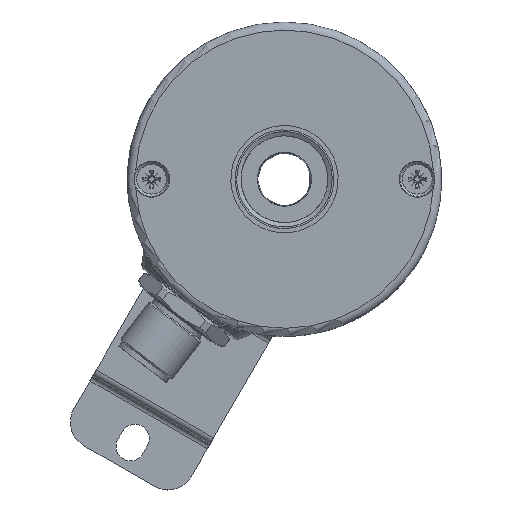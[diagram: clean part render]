
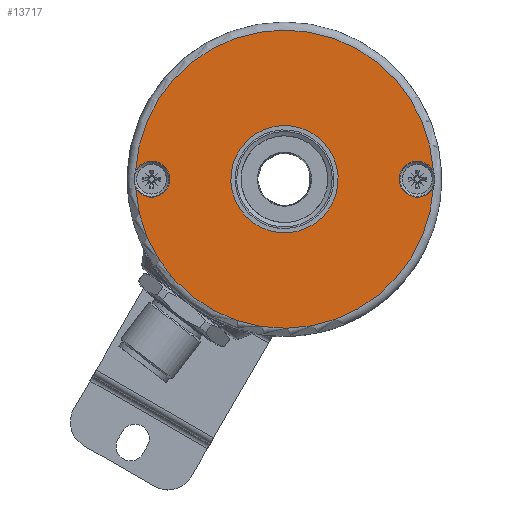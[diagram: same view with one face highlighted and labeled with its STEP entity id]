
A CAD part, top view. The second image highlights one B-rep face of the part: STEP entity #13717.
In plain terms, the highlighted planar face has unit normal (0, 0, 1).
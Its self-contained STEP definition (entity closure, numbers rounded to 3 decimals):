
#12807=CARTESIAN_POINT('',(4.423,8.857,38.));
#12808=VERTEX_POINT('',#12807);
#12809=CARTESIAN_POINT('',(0.,0.,38.));
#12810=DIRECTION('',(0.,0.,1.));
#12811=DIRECTION('',(0.447,0.895,0.));
#12812=AXIS2_PLACEMENT_3D('',#12809,#12810,#12811);
#12813=CIRCLE('',#12812,9.9);
#12814=EDGE_CURVE('',#12808,#12808,#12813,.T.);
#13506=CARTESIAN_POINT('',(-27.457,1.538,38.));
#13507=VERTEX_POINT('',#13506);
#13508=CARTESIAN_POINT('',(-27.457,-1.538,38.));
#13509=VERTEX_POINT('',#13508);
#13531=CARTESIAN_POINT('',(-24.5,0.,38.));
#13532=DIRECTION('',(0.0,0.0,1.0));
#13533=DIRECTION('',(1.0,0.0,0.0));
#13534=AXIS2_PLACEMENT_3D('',#13531,#13532,#13533);
#13535=CIRCLE('',#13534,3.333);
#13536=EDGE_CURVE('',#13509,#13507,#13535,.T.);
#13547=CARTESIAN_POINT('',(27.457,1.538,38.));
#13548=VERTEX_POINT('',#13547);
#13549=CARTESIAN_POINT('',(0.,0.,38.));
#13550=DIRECTION('',(0.,0.,-1.0));
#13551=DIRECTION('',(0.609,0.793,0.));
#13552=AXIS2_PLACEMENT_3D('',#13549,#13550,#13551);
#13553=CIRCLE('',#13552,27.5);
#13554=EDGE_CURVE('',#13507,#13548,#13553,.T.);
#13556=CARTESIAN_POINT('',(27.457,-1.538,38.));
#13557=VERTEX_POINT('',#13556);
#13579=CARTESIAN_POINT('',(-16.741,-21.817,38.));
#13580=VERTEX_POINT('',#13579);
#13581=CARTESIAN_POINT('',(0.,0.,38.));
#13582=DIRECTION('',(0.,0.,-1.0));
#13583=DIRECTION('',(0.609,0.793,0.));
#13584=AXIS2_PLACEMENT_3D('',#13581,#13582,#13583);
#13585=CIRCLE('',#13584,27.5);
#13586=EDGE_CURVE('',#13557,#13580,#13585,.T.);
#13588=CARTESIAN_POINT('',(0.,0.,38.));
#13589=DIRECTION('',(0.,0.,-1.0));
#13590=DIRECTION('',(0.609,0.793,0.));
#13591=AXIS2_PLACEMENT_3D('',#13588,#13589,#13590);
#13592=CIRCLE('',#13591,27.5);
#13593=EDGE_CURVE('',#13580,#13509,#13592,.T.);
#13659=CARTESIAN_POINT('',(24.5,0.,38.));
#13660=DIRECTION('',(0.0,0.0,1.0));
#13661=DIRECTION('',(-1.0,0.0,0.0));
#13662=AXIS2_PLACEMENT_3D('',#13659,#13660,#13661);
#13663=CIRCLE('',#13662,3.333);
#13664=EDGE_CURVE('',#13548,#13557,#13663,.T.);
#13702=CARTESIAN_POINT('',(0.,0.,38.));
#13703=DIRECTION('',(0.0,0.0,-1.0));
#13704=DIRECTION('',(0.609,0.793,0.0));
#13705=AXIS2_PLACEMENT_3D('',#13702,#13703,#13704);
#13706=PLANE('',#13705);
#13707=ORIENTED_EDGE('',*,*,#13536,.F.);
#13708=ORIENTED_EDGE('',*,*,#13593,.F.);
#13709=ORIENTED_EDGE('',*,*,#13586,.F.);
#13710=ORIENTED_EDGE('',*,*,#13664,.F.);
#13711=ORIENTED_EDGE('',*,*,#13554,.F.);
#13712=EDGE_LOOP('',(#13707,#13708,#13709,#13710,#13711));
#13713=FACE_OUTER_BOUND('',#13712,.T.);
#13714=ORIENTED_EDGE('',*,*,#12814,.F.);
#13715=EDGE_LOOP('',(#13714));
#13716=FACE_BOUND('',#13715,.T.);
#13717=ADVANCED_FACE('',(#13713,#13716),#13706,.F.);
